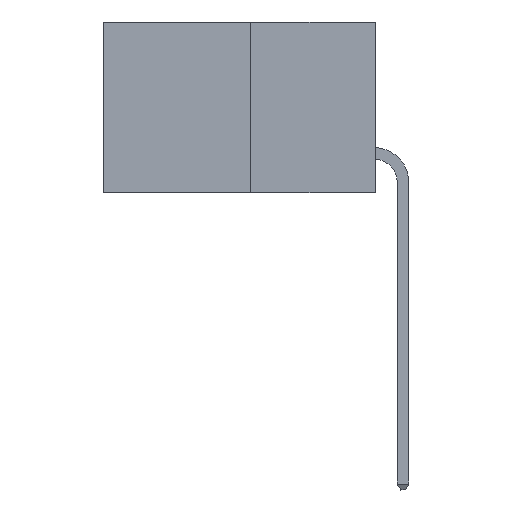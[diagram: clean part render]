
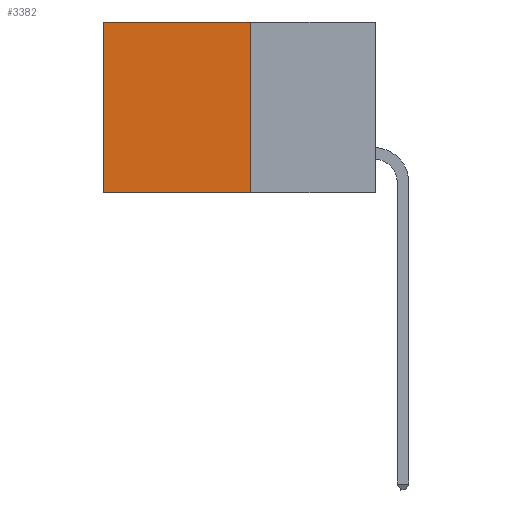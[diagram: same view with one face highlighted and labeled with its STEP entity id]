
A CAD part, left-side view. The second image highlights one B-rep face of the part: STEP entity #3382.
In plain terms, the highlighted planar face has unit normal (-1, 0, 0).
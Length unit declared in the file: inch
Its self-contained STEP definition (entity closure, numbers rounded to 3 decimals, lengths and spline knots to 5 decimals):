
#365 = CARTESIAN_POINT ( 'NONE',  ( 0.277, 0.59, -0.37 ) ) ;
#1126 = EDGE_CURVE ( 'NONE', #5542, #9715, #4863, .T. ) ;
#1608 = DIRECTION ( 'NONE',  ( 0., 0., -1. ) ) ;
#2306 = VECTOR ( 'NONE', #13596, 39.37008 ) ;
#2764 = LINE ( 'NONE', #11163, #14665 ) ;
#3281 = DIRECTION ( 'NONE',  ( 0., 0., -1. ) ) ;
#3382 = ADVANCED_FACE ( 'NONE', ( #5391 ), #4247, .F. ) ;
#3392 = CARTESIAN_POINT ( 'NONE',  ( 0.277, 0.59, 0. ) ) ;
#3501 = DIRECTION ( 'NONE',  ( 1., 0., 0. ) ) ;
#4077 = LINE ( 'NONE', #10646, #9131 ) ;
#4247 = PLANE ( 'NONE',  #9010 ) ;
#4384 = CARTESIAN_POINT ( 'NONE',  ( 0.277, 0.27, 0. ) ) ;
#4492 = VECTOR ( 'NONE', #1608, 39.37008 ) ;
#4863 = LINE ( 'NONE', #365, #4492 ) ;
#5033 = CARTESIAN_POINT ( 'NONE',  ( 0.277, 0.27, -0.37 ) ) ;
#5145 = CARTESIAN_POINT ( 'NONE',  ( 0.277, 0.27, -0.37 ) ) ;
#5391 = FACE_OUTER_BOUND ( 'NONE', #13098, .T. ) ;
#5542 = VERTEX_POINT ( 'NONE', #3392 ) ;
#6572 = CARTESIAN_POINT ( 'NONE',  ( 0.277, 0.27, -0.37 ) ) ;
#6643 = ORIENTED_EDGE ( 'NONE', *, *, #7765, .F. ) ;
#6780 = VERTEX_POINT ( 'NONE', #5145 ) ;
#7012 = ORIENTED_EDGE ( 'NONE', *, *, #8670, .T. ) ;
#7692 = DIRECTION ( 'NONE',  ( 0., 1., 0. ) ) ;
#7765 = EDGE_CURVE ( 'NONE', #12080, #6780, #12238, .T. ) ;
#8358 = CARTESIAN_POINT ( 'NONE',  ( 0.277, 0.59, -0.37 ) ) ;
#8657 = ORIENTED_EDGE ( 'NONE', *, *, #1126, .T. ) ;
#8670 = EDGE_CURVE ( 'NONE', #12080, #5542, #4077, .T. ) ;
#9010 = AXIS2_PLACEMENT_3D ( 'NONE', #5033, #3501, #3281 ) ;
#9131 = VECTOR ( 'NONE', #11817, 39.37008 ) ;
#9715 = VERTEX_POINT ( 'NONE', #8358 ) ;
#10646 = CARTESIAN_POINT ( 'NONE',  ( 0.277, 0.27, 0. ) ) ;
#11163 = CARTESIAN_POINT ( 'NONE',  ( 0.277, 0.27, -0.37 ) ) ;
#11817 = DIRECTION ( 'NONE',  ( 0., 1., 0. ) ) ;
#11985 = EDGE_CURVE ( 'NONE', #6780, #9715, #2764, .T. ) ;
#12080 = VERTEX_POINT ( 'NONE', #4384 ) ;
#12115 = ORIENTED_EDGE ( 'NONE', *, *, #11985, .F. ) ;
#12238 = LINE ( 'NONE', #6572, #2306 ) ;
#13098 = EDGE_LOOP ( 'NONE', ( #8657, #12115, #6643, #7012 ) ) ;
#13596 = DIRECTION ( 'NONE',  ( 0., 0., -1. ) ) ;
#14665 = VECTOR ( 'NONE', #7692, 39.37008 ) ;
